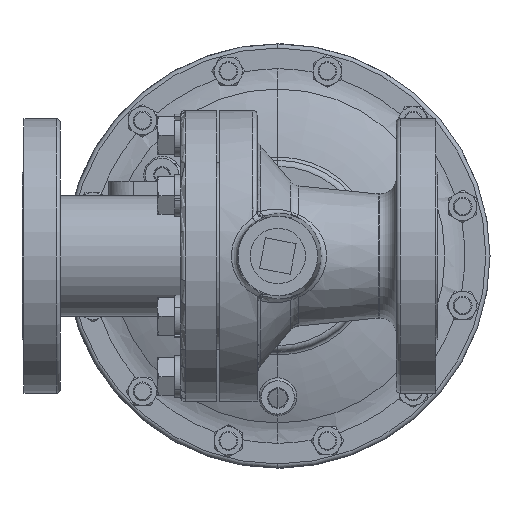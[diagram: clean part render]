
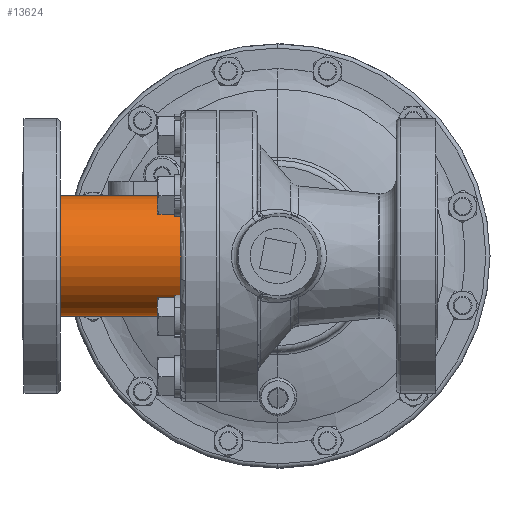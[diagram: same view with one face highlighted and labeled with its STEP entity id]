
A CAD part, front view. The second image highlights one B-rep face of the part: STEP entity #13624.
In plain terms, the highlighted cylindrical face has radius 45.974 mm (diameter 91.948 mm), a partial arc.
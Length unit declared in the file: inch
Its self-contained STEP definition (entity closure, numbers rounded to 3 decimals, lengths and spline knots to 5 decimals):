
#1227 = VERTEX_POINT ( 'NONE', #33375 ) ;
#2390 = CIRCLE ( 'NONE', #9538, 1.81 ) ;
#4015 = LINE ( 'NONE', #28825, #32240 ) ;
#7643 = CARTESIAN_POINT ( 'NONE',  ( -6.533, 0., 1.81 ) ) ;
#8216 = CARTESIAN_POINT ( 'NONE',  ( -2.913, 0., 0. ) ) ;
#8397 = VERTEX_POINT ( 'NONE', #25686 ) ;
#9538 = AXIS2_PLACEMENT_3D ( 'NONE', #12924, #29363, #32271 ) ;
#10911 = EDGE_LOOP ( 'NONE', ( #17969, #27359, #32325, #21447 ) ) ;
#11274 = VERTEX_POINT ( 'NONE', #7643 ) ;
#12057 = LINE ( 'NONE', #29951, #13329 ) ;
#12924 = CARTESIAN_POINT ( 'NONE',  ( -6.533, 0., 0. ) ) ;
#13329 = VECTOR ( 'NONE', #35498, 39.37008 ) ;
#13624 = ADVANCED_FACE ( 'NONE', ( #18080 ), #17210, .T. ) ;
#16550 = DIRECTION ( 'NONE',  ( 0., 0., -1. ) ) ;
#17210 = CYLINDRICAL_SURFACE ( 'NONE', #34752, 1.81 ) ;
#17969 = ORIENTED_EDGE ( 'NONE', *, *, #20612, .F. ) ;
#18080 = FACE_OUTER_BOUND ( 'NONE', #10911, .T. ) ;
#19597 = EDGE_CURVE ( 'NONE', #1227, #8397, #26585, .T. ) ;
#20612 = EDGE_CURVE ( 'NONE', #11274, #1227, #12057, .T. ) ;
#21447 = ORIENTED_EDGE ( 'NONE', *, *, #19597, .F. ) ;
#21462 = DIRECTION ( 'NONE',  ( 1., 0., 0. ) ) ;
#21826 = CARTESIAN_POINT ( 'NONE',  ( -0.27586, 0., 0. ) ) ;
#24440 = DIRECTION ( 'NONE',  ( 0., 0., -1. ) ) ;
#24858 = VERTEX_POINT ( 'NONE', #32066 ) ;
#25686 = CARTESIAN_POINT ( 'NONE',  ( -2.913, 0., -1.81 ) ) ;
#26039 = EDGE_CURVE ( 'NONE', #11274, #24858, #2390, .T. ) ;
#26330 = DIRECTION ( 'NONE',  ( 1., 0., 0. ) ) ;
#26585 = CIRCLE ( 'NONE', #29461, 1.81 ) ;
#27359 = ORIENTED_EDGE ( 'NONE', *, *, #26039, .T. ) ;
#28825 = CARTESIAN_POINT ( 'NONE',  ( -0.27586, 0., -1.81 ) ) ;
#29363 = DIRECTION ( 'NONE',  ( 1., 0., 0. ) ) ;
#29461 = AXIS2_PLACEMENT_3D ( 'NONE', #8216, #35462, #16550 ) ;
#29951 = CARTESIAN_POINT ( 'NONE',  ( -0.27586, 0., 1.81 ) ) ;
#31939 = EDGE_CURVE ( 'NONE', #24858, #8397, #4015, .T. ) ;
#32066 = CARTESIAN_POINT ( 'NONE',  ( -6.533, 0., -1.81 ) ) ;
#32240 = VECTOR ( 'NONE', #26330, 39.37008 ) ;
#32271 = DIRECTION ( 'NONE',  ( 0., 0., -1. ) ) ;
#32325 = ORIENTED_EDGE ( 'NONE', *, *, #31939, .T. ) ;
#33375 = CARTESIAN_POINT ( 'NONE',  ( -2.913, 0., 1.81 ) ) ;
#34752 = AXIS2_PLACEMENT_3D ( 'NONE', #21826, #21462, #24440 ) ;
#35462 = DIRECTION ( 'NONE',  ( 1., 0., 0. ) ) ;
#35498 = DIRECTION ( 'NONE',  ( 1., 0., 0. ) ) ;
